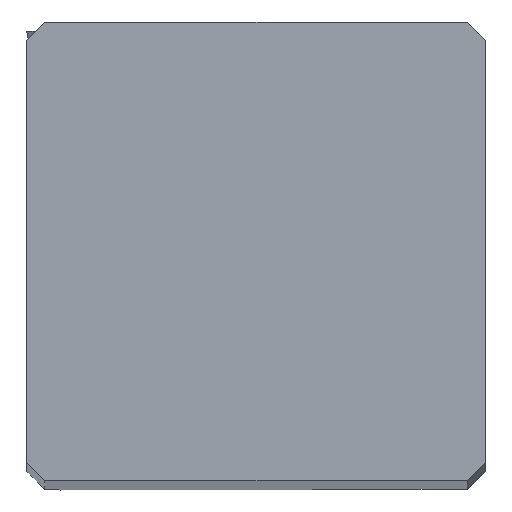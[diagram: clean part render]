
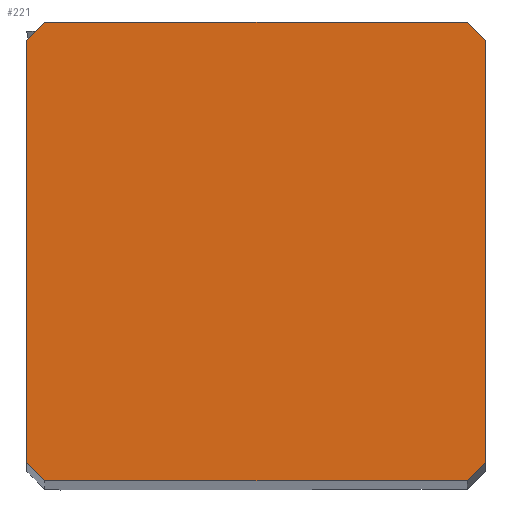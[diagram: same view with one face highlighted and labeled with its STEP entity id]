
A CAD part, top view. The second image highlights one B-rep face of the part: STEP entity #221.
In plain terms, the highlighted planar face has unit normal (0, 0, 1).
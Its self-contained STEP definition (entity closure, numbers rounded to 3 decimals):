
#139=FACE_OUTER_BOUND('',#352,.T.);
#221=ADVANCED_FACE('',(#139),#293,.T.);
#293=PLANE('',#1753);
#352=EDGE_LOOP('',(#549,#550,#551,#552,#553,#554,#555,#556));
#549=ORIENTED_EDGE('',*,*,#1101,.T.);
#550=ORIENTED_EDGE('',*,*,#1102,.F.);
#551=ORIENTED_EDGE('',*,*,#1063,.T.);
#552=ORIENTED_EDGE('',*,*,#1103,.F.);
#553=ORIENTED_EDGE('',*,*,#1104,.F.);
#554=ORIENTED_EDGE('',*,*,#1105,.F.);
#555=ORIENTED_EDGE('',*,*,#1106,.T.);
#556=ORIENTED_EDGE('',*,*,#1107,.F.);
#898=VERTEX_POINT('',#2477);
#899=VERTEX_POINT('',#2479);
#929=VERTEX_POINT('',#2561);
#930=VERTEX_POINT('',#2564);
#931=VERTEX_POINT('',#2569);
#932=VERTEX_POINT('',#2571);
#933=VERTEX_POINT('',#2573);
#934=VERTEX_POINT('',#2575);
#1063=EDGE_CURVE('',#899,#898,#1418,.T.);
#1101=EDGE_CURVE('',#929,#930,#1438,.T.);
#1102=EDGE_CURVE('',#899,#930,#1439,.T.);
#1103=EDGE_CURVE('',#931,#898,#1440,.T.);
#1104=EDGE_CURVE('',#932,#931,#1441,.T.);
#1105=EDGE_CURVE('',#933,#932,#1442,.T.);
#1106=EDGE_CURVE('',#933,#934,#1443,.T.);
#1107=EDGE_CURVE('',#929,#934,#1444,.T.);
#1418=LINE('',#2478,#1538);
#1438=LINE('',#2565,#1558);
#1439=LINE('',#2567,#1559);
#1440=LINE('',#2568,#1560);
#1441=LINE('',#2570,#1561);
#1442=LINE('',#2572,#1562);
#1443=LINE('',#2574,#1563);
#1444=LINE('',#2576,#1564);
#1538=VECTOR('',#1998,1.);
#1558=VECTOR('',#2062,1.);
#1559=VECTOR('',#2065,1.);
#1560=VECTOR('',#2066,1.);
#1561=VECTOR('',#2067,1.);
#1562=VECTOR('',#2068,1.);
#1563=VECTOR('',#2069,1.);
#1564=VECTOR('',#2070,1.);
#1753=AXIS2_PLACEMENT_3D('',#2577,#2071,#2072);
#1998=DIRECTION('',(1.,0.,0.));
#2062=DIRECTION('',(0.,-1.,0.));
#2065=DIRECTION('',(-0.707,0.707,0.));
#2066=DIRECTION('',(-0.707,-0.707,0.));
#2067=DIRECTION('',(0.,-1.,0.));
#2068=DIRECTION('',(0.707,-0.707,0.));
#2069=DIRECTION('',(-1.,0.,0.));
#2070=DIRECTION('',(0.707,0.707,0.));
#2071=DIRECTION('',(0.,0.,1.));
#2072=DIRECTION('',(1.,0.,0.));
#2477=CARTESIAN_POINT('',(-0.5,0.,0.));
#2478=CARTESIAN_POINT('',(-12.2,0.,0.));
#2479=CARTESIAN_POINT('',(-12.2,0.,0.));
#2561=CARTESIAN_POINT('',(-12.7,12.2,0.));
#2564=CARTESIAN_POINT('',(-12.7,0.5,0.));
#2565=CARTESIAN_POINT('',(-12.7,12.2,0.));
#2567=CARTESIAN_POINT('',(-12.2,0.,0.));
#2568=CARTESIAN_POINT('',(0.,0.5,0.));
#2569=CARTESIAN_POINT('',(0.,0.5,0.));
#2570=CARTESIAN_POINT('',(0.,12.2,0.));
#2571=CARTESIAN_POINT('',(0.,12.2,0.));
#2572=CARTESIAN_POINT('',(-0.5,12.7,0.));
#2573=CARTESIAN_POINT('',(-0.5,12.7,0.));
#2574=CARTESIAN_POINT('',(-0.5,12.7,0.));
#2575=CARTESIAN_POINT('',(-12.2,12.7,0.));
#2576=CARTESIAN_POINT('',(-12.7,12.2,0.));
#2577=CARTESIAN_POINT('',(-6.35,6.35,0.));
